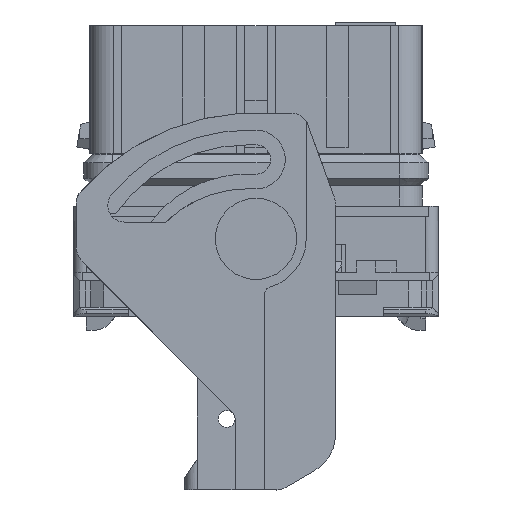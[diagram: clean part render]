
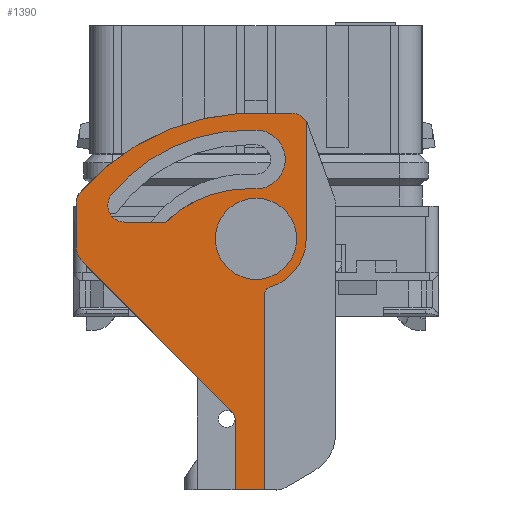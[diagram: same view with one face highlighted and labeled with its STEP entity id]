
A CAD part, front view. The second image highlights one B-rep face of the part: STEP entity #1390.
In plain terms, the highlighted planar face has unit normal (0, -1, 0).
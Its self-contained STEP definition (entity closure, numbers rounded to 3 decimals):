
#278=FACE_BOUND('',#3840,.T.);
#279=FACE_BOUND('',#3841,.T.);
#280=FACE_BOUND('',#3842,.T.);
#507=CIRCLE('',#18506,2.);
#527=CIRCLE('',#18543,1.);
#530=CIRCLE('',#18565,3.);
#531=CIRCLE('',#18571,3.);
#532=CIRCLE('',#18576,2.);
#533=CIRCLE('',#18579,13.975);
#534=CIRCLE('',#18582,3.5);
#535=CIRCLE('',#18585,20.975);
#536=CIRCLE('',#18588,6.);
#537=CIRCLE('',#18590,28.);
#538=CIRCLE('',#18591,2.);
#539=CIRCLE('',#18592,1.);
#540=CIRCLE('',#18593,4.85);
#1390=ADVANCED_FACE('',(#278,#279,#280),#2116,.T.);
#2116=PLANE('',#18594);
#3840=EDGE_LOOP('',(#8810,#8811,#8812,#8813,#8814,#8815,#8816,#8817,#8818,
#8819,#8820,#8821,#8822,#8823,#8824));
#3841=EDGE_LOOP('',(#8825));
#3842=EDGE_LOOP('',(#8826,#8827,#8828,#8829,#8830,#8831,#8832));
#8810=ORIENTED_EDGE('',*,*,#12862,.T.);
#8811=ORIENTED_EDGE('',*,*,#12976,.T.);
#8812=ORIENTED_EDGE('',*,*,#13027,.T.);
#8813=ORIENTED_EDGE('',*,*,#12998,.T.);
#8814=ORIENTED_EDGE('',*,*,#12913,.T.);
#8815=ORIENTED_EDGE('',*,*,#12908,.T.);
#8816=ORIENTED_EDGE('',*,*,#12996,.T.);
#8817=ORIENTED_EDGE('',*,*,#13028,.T.);
#8818=ORIENTED_EDGE('',*,*,#13029,.T.);
#8819=ORIENTED_EDGE('',*,*,#13030,.T.);
#8820=ORIENTED_EDGE('',*,*,#13003,.T.);
#8821=ORIENTED_EDGE('',*,*,#12944,.T.);
#8822=ORIENTED_EDGE('',*,*,#13031,.T.);
#8823=ORIENTED_EDGE('',*,*,#12978,.T.);
#8824=ORIENTED_EDGE('',*,*,#12935,.F.);
#8825=ORIENTED_EDGE('',*,*,#13032,.T.);
#8826=ORIENTED_EDGE('',*,*,#13023,.T.);
#8827=ORIENTED_EDGE('',*,*,#13020,.T.);
#8828=ORIENTED_EDGE('',*,*,#13019,.T.);
#8829=ORIENTED_EDGE('',*,*,#13017,.T.);
#8830=ORIENTED_EDGE('',*,*,#13015,.T.);
#8831=ORIENTED_EDGE('',*,*,#13012,.T.);
#8832=ORIENTED_EDGE('',*,*,#13024,.T.);
#10423=VERTEX_POINT('',#27835);
#10426=VERTEX_POINT('',#27840);
#10452=VERTEX_POINT('',#27934);
#10453=VERTEX_POINT('',#27936);
#10454=VERTEX_POINT('',#27941);
#10470=VERTEX_POINT('',#27989);
#10475=VERTEX_POINT('',#28005);
#10476=VERTEX_POINT('',#28007);
#10501=VERTEX_POINT('',#28069);
#10503=VERTEX_POINT('',#28075);
#10507=VERTEX_POINT('',#28113);
#10508=VERTEX_POINT('',#28117);
#10511=VERTEX_POINT('',#28127);
#10515=VERTEX_POINT('',#28142);
#10516=VERTEX_POINT('',#28144);
#10517=VERTEX_POINT('',#28148);
#10518=VERTEX_POINT('',#28152);
#10519=VERTEX_POINT('',#28156);
#10520=VERTEX_POINT('',#28160);
#10521=VERTEX_POINT('',#28164);
#10523=VERTEX_POINT('',#28176);
#10524=VERTEX_POINT('',#28178);
#10525=VERTEX_POINT('',#28182);
#12862=EDGE_CURVE('',#10423,#10426,#15117,.T.);
#12908=EDGE_CURVE('',#10453,#10452,#15155,.T.);
#12913=EDGE_CURVE('',#10454,#10453,#507,.T.);
#12935=EDGE_CURVE('',#10423,#10470,#15174,.T.);
#12944=EDGE_CURVE('',#10476,#10475,#15183,.T.);
#12976=EDGE_CURVE('',#10426,#10501,#527,.T.);
#12978=EDGE_CURVE('',#10503,#10470,#15202,.T.);
#12996=EDGE_CURVE('',#10452,#10507,#530,.T.);
#12998=EDGE_CURVE('',#10508,#10454,#15217,.T.);
#13003=EDGE_CURVE('',#10511,#10476,#531,.T.);
#13012=EDGE_CURVE('',#10516,#10515,#532,.T.);
#13015=EDGE_CURVE('',#10517,#10516,#15229,.T.);
#13017=EDGE_CURVE('',#10518,#10517,#533,.T.);
#13019=EDGE_CURVE('',#10519,#10518,#15232,.T.);
#13020=EDGE_CURVE('',#10520,#10519,#534,.T.);
#13023=EDGE_CURVE('',#10521,#10520,#15235,.T.);
#13024=EDGE_CURVE('',#10515,#10521,#535,.T.);
#13027=EDGE_CURVE('',#10501,#10508,#536,.T.);
#13028=EDGE_CURVE('',#10507,#10523,#537,.T.);
#13029=EDGE_CURVE('',#10523,#10524,#538,.T.);
#13030=EDGE_CURVE('',#10524,#10511,#15238,.T.);
#13031=EDGE_CURVE('',#10475,#10503,#539,.T.);
#13032=EDGE_CURVE('',#10525,#10525,#540,.T.);
#15117=LINE('',#27841,#17321);
#15155=LINE('',#27935,#17359);
#15174=LINE('',#27988,#17378);
#15183=LINE('',#28006,#17387);
#15202=LINE('',#28074,#17406);
#15217=LINE('',#28116,#17421);
#15229=LINE('',#28149,#17433);
#15232=LINE('',#28157,#17436);
#15235=LINE('',#28165,#17439);
#15238=LINE('',#28179,#17442);
#17321=VECTOR('',#22737,1.);
#17359=VECTOR('',#22835,1.);
#17378=VECTOR('',#22888,1.);
#17387=VECTOR('',#22903,1.);
#17406=VECTOR('',#22966,1.);
#17421=VECTOR('',#23025,1.);
#17433=VECTOR('',#23059,1.);
#17436=VECTOR('',#23068,1.);
#17439=VECTOR('',#23077,1.);
#17442=VECTOR('',#23096,1.);
#18506=AXIS2_PLACEMENT_3D('',#27946,#22845,#22846);
#18543=AXIS2_PLACEMENT_3D('',#28070,#22961,#22962);
#18565=AXIS2_PLACEMENT_3D('',#28112,#23020,#23021);
#18571=AXIS2_PLACEMENT_3D('',#28126,#23036,#23037);
#18576=AXIS2_PLACEMENT_3D('',#28143,#23053,#23054);
#18579=AXIS2_PLACEMENT_3D('',#28153,#23063,#23064);
#18582=AXIS2_PLACEMENT_3D('',#28159,#23071,#23072);
#18585=AXIS2_PLACEMENT_3D('',#28167,#23080,#23081);
#18588=AXIS2_PLACEMENT_3D('',#28173,#23088,#23089);
#18590=AXIS2_PLACEMENT_3D('',#28175,#23092,#23093);
#18591=AXIS2_PLACEMENT_3D('',#28177,#23094,#23095);
#18592=AXIS2_PLACEMENT_3D('',#28180,#23097,#23098);
#18593=AXIS2_PLACEMENT_3D('',#28181,#23099,#23100);
#18594=AXIS2_PLACEMENT_3D('',#28183,#23101,#23102);
#22737=DIRECTION('',(0.,0.,1.));
#22835=DIRECTION('',(-1.,0.,0.));
#22845=DIRECTION('',(0.,-1.,0.));
#22846=DIRECTION('',(1.,0.,0.));
#22888=DIRECTION('',(-1.,0.,0.));
#22903=DIRECTION('',(0.705,0.,-0.709));
#22961=DIRECTION('',(0.,1.,0.));
#22962=DIRECTION('',(1.,0.,0.));
#22966=DIRECTION('',(0.,0.,-1.));
#23020=DIRECTION('',(0.,-1.,0.));
#23021=DIRECTION('',(1.,0.,0.));
#23025=DIRECTION('',(0.,0.,1.));
#23036=DIRECTION('',(0.,-1.,0.));
#23037=DIRECTION('',(1.,0.,0.));
#23053=DIRECTION('',(0.,1.,0.));
#23054=DIRECTION('',(1.,0.,0.));
#23059=DIRECTION('',(-1.,0.,0.));
#23063=DIRECTION('',(0.,-1.,0.));
#23064=DIRECTION('',(1.,0.,0.));
#23068=DIRECTION('',(-1.,0.,0.));
#23071=DIRECTION('',(0.,1.,0.));
#23072=DIRECTION('',(1.,0.,0.));
#23077=DIRECTION('',(1.,0.,0.));
#23080=DIRECTION('',(0.,1.,0.));
#23081=DIRECTION('',(1.,0.,0.));
#23088=DIRECTION('',(0.,-1.,0.));
#23089=DIRECTION('',(1.,0.,0.));
#23092=DIRECTION('',(0.,-1.,0.));
#23093=DIRECTION('',(1.,0.,0.));
#23094=DIRECTION('',(0.,-1.,0.));
#23095=DIRECTION('',(1.,0.,0.));
#23096=DIRECTION('',(0.,0.,-1.));
#23097=DIRECTION('',(0.,1.,0.));
#23098=DIRECTION('',(1.,0.,0.));
#23099=DIRECTION('',(0.,1.,0.));
#23100=DIRECTION('',(1.,0.,0.));
#23101=DIRECTION('',(0.,-1.,0.));
#23102=DIRECTION('',(0.,0.,1.));
#27835=CARTESIAN_POINT('',(1.,-17.2,-47.9));
#27840=CARTESIAN_POINT('',(1.,-17.2,-24.608));
#27841=CARTESIAN_POINT('',(1.,-17.2,-51.8));
#27934=CARTESIAN_POINT('',(-1.768,-17.2,-2.9));
#27935=CARTESIAN_POINT('',(8.15,-17.2,-2.9));
#27936=CARTESIAN_POINT('',(4.288,-17.2,-2.9));
#27941=CARTESIAN_POINT('',(6.,-17.2,-3.865));
#27946=CARTESIAN_POINT('',(4.288,-17.2,-4.9));
#27988=CARTESIAN_POINT('',(8.15,-17.2,-47.9));
#27989=CARTESIAN_POINT('',(-2.5,-17.2,-47.9));
#28005=CARTESIAN_POINT('',(-2.791,-17.2,-38.695));
#28006=CARTESIAN_POINT('',(9.207,-17.2,-50.748));
#28007=CARTESIAN_POINT('',(-20.626,-17.2,-20.778));
#28069=CARTESIAN_POINT('',(1.714,-17.2,-23.65));
#28070=CARTESIAN_POINT('',(2.,-17.2,-24.608));
#28074=CARTESIAN_POINT('',(-2.5,-17.2,-51.8));
#28075=CARTESIAN_POINT('',(-2.5,-17.2,-39.4));
#28112=CARTESIAN_POINT('',(-1.768,-17.2,-5.9));
#28113=CARTESIAN_POINT('',(-1.98,-17.2,-2.908));
#28116=CARTESIAN_POINT('',(6.,-17.2,-51.8));
#28117=CARTESIAN_POINT('',(6.,-17.2,-17.9));
#28126=CARTESIAN_POINT('',(-18.5,-17.2,-18.661));
#28127=CARTESIAN_POINT('',(-21.5,-17.2,-18.661));
#28142=CARTESIAN_POINT('',(-17.248,-17.2,-12.635));
#28143=CARTESIAN_POINT('',(-15.699,-17.2,-13.9));
#28144=CARTESIAN_POINT('',(-15.699,-17.2,-15.9));
#28148=CARTESIAN_POINT('',(-10.762,-17.2,-15.9));
#28149=CARTESIAN_POINT('',(8.15,-17.2,-15.9));
#28152=CARTESIAN_POINT('',(-1.,-17.2,-11.925));
#28153=CARTESIAN_POINT('',(-1.,-17.2,-25.9));
#28156=CARTESIAN_POINT('',(0.,-17.2,-11.925));
#28157=CARTESIAN_POINT('',(8.15,-17.2,-11.925));
#28159=CARTESIAN_POINT('',(0.,-17.2,-8.425));
#28160=CARTESIAN_POINT('',(0.,-17.2,-4.925));
#28164=CARTESIAN_POINT('',(-1.,-17.2,-4.925));
#28165=CARTESIAN_POINT('',(8.15,-17.2,-4.925));
#28167=CARTESIAN_POINT('',(-1.,-17.2,-25.9));
#28173=CARTESIAN_POINT('',(0.,-17.2,-17.9));
#28175=CARTESIAN_POINT('',(0.,-17.2,-30.837));
#28176=CARTESIAN_POINT('',(-21.,-17.2,-12.317));
#28177=CARTESIAN_POINT('',(-19.5,-17.2,-13.64));
#28178=CARTESIAN_POINT('',(-21.5,-17.2,-13.64));
#28179=CARTESIAN_POINT('',(-21.5,-17.2,-51.8));
#28180=CARTESIAN_POINT('',(-3.5,-17.2,-39.4));
#28181=CARTESIAN_POINT('',(0.,-17.2,-17.9));
#28182=CARTESIAN_POINT('',(4.85,-17.2,-17.9));
#28183=CARTESIAN_POINT('',(8.15,-17.2,-51.8));
